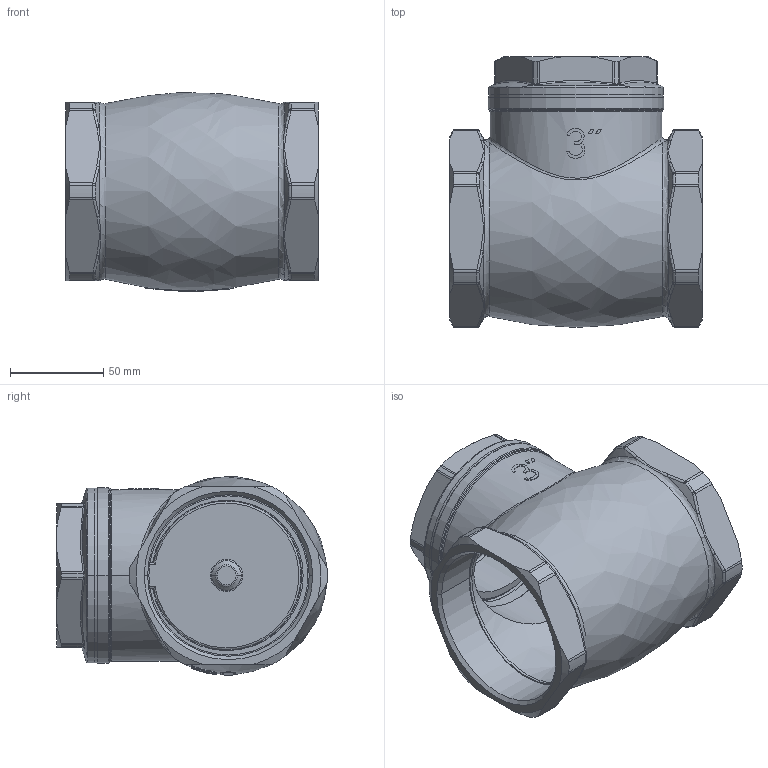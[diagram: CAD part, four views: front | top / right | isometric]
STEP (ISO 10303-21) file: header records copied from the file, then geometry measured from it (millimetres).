
FILE_DESCRIPTION(/* description */ ('Unknown'),/* implementation_level */ '2;1');
FILE_NAME(/* name */ '1052-11',/* time_stamp */ '2024-03-05T10:18:51+01:00',/* author */ ('Unknown'),/* organization */ ('Unknown'),/* preprocessor_version */ 'ST-DEVELOPER v19.4',/* originating_system */ 'Solid Edge',/* authorisation */ 'Unknown');
FILE_SCHEMA (('AUTOMOTIVE_DESIGN {1 0 10303 214 3 1 1}'));
Length unit declared in the file: millimetre
Products named in the file (9): 1052-11; F501-80-1; F501-80-4_F; F501-80-2; F501-80-3R_F_ASM; F501-80-3R; F501-80-5R_F; F501-80-6R_F; F501-80-7R_F
Assembly tree (8 placements, depth 3):
  1052-11
    F501-80-1
    F501-80-4_F
    F501-80-2
    F501-80-3R_F_ASM
      F501-80-3R
      F501-80-5R_F
      F501-80-6R_F
      F501-80-7R_F
Bounding box: 135 x 145 x 106.2 mm (x, y, z)
Volume: 350890.5 mm3; surface area: 157869.5 mm2
Topology: 7 solids, 7 shells, 556 faces, 1392 edges, 875 vertices
Faces by surface type: cylinder 150, bspline 141, plane 140, torus 65, cone 58, sphere 2
Entity records: 24010 total; most frequent: CARTESIAN_POINT 11980, ORIENTED_EDGE 2776, DIRECTION 1993, EDGE_CURVE 1388, VERTEX_POINT 875, AXIS2_PLACEMENT_3D 828, B_SPLINE_CURVE_WITH_KNOTS 647, EDGE_LOOP 595
